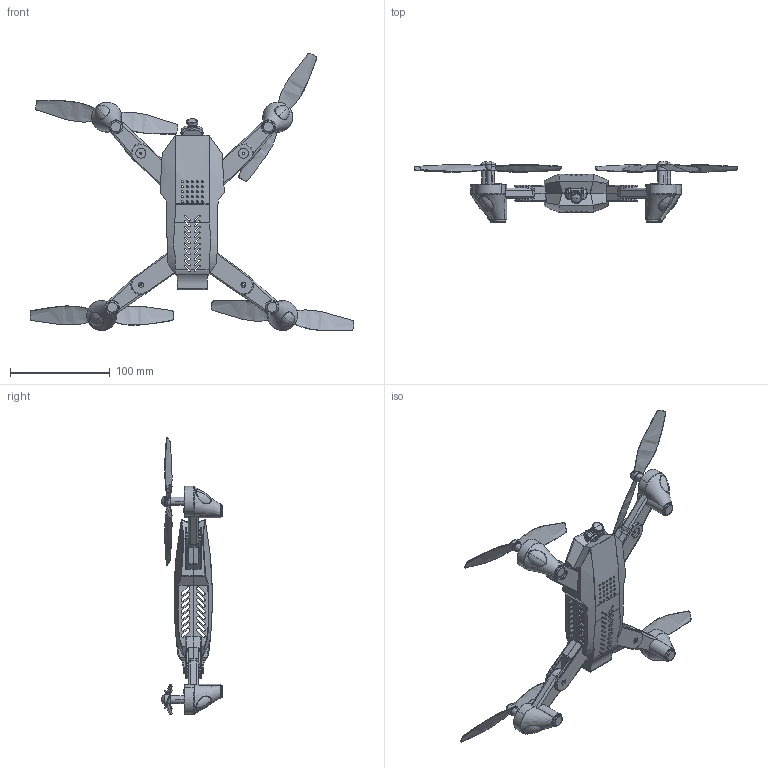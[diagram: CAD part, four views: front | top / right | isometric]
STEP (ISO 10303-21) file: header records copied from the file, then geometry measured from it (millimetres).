
FILE_DESCRIPTION (( 'STEP AP214' ), '1' );
FILE_NAME ('quadcopter.STEP', '2025-09-08T11:28:10', ( 'ALI' ), ( '' ), 'SwSTEP 2.0', 'SolidWorks 2024', '' );
FILE_SCHEMA (( 'AUTOMOTIVE_DESIGN' ));
Length unit declared in the file: millimetre
Products named in the file (8): quadcopter; body of quad; Arm Gear; Impeller blade; Part3^quadcopter; Beater Disc; Leg; Gearing
Assembly tree (18 placements, depth 2):
  quadcopter
    Impeller blade  x4
    Gearing  x4
    Leg  x4
    body of quad  x2
    Beater Disc
    Arm Gear  x3
  Part3^quadcopter
Bounding box: 325.27 x 61.5 x 278.76 mm (x, y, z)
Volume: 144659.8 mm3; surface area: 133429.9 mm2
Topology: 18 solids, 18 shells, 2619 faces, 7503 edges, 4963 vertices
Faces by surface type: cylinder 1987, plane 452, bspline 92, torus 88
Entity records: 39193 total; most frequent: CARTESIAN_POINT 12786, ORIENTED_EDGE 5694, DIRECTION 5458, EDGE_CURVE 2847, AXIS2_PLACEMENT_3D 2146, VERTEX_POINT 1885, VECTOR 1166, LINE 1166
